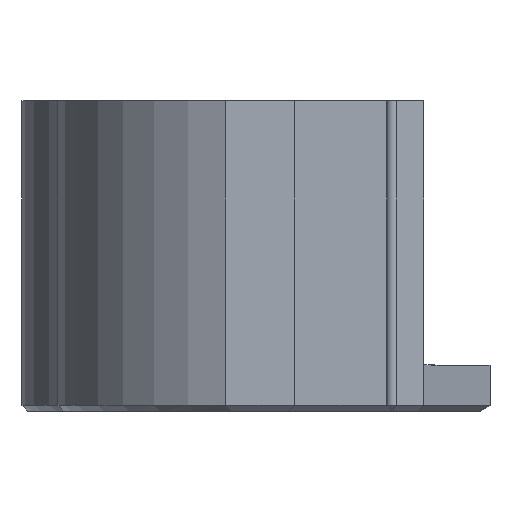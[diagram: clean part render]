
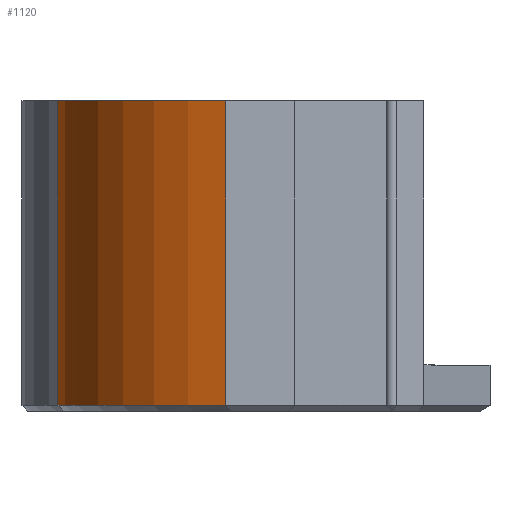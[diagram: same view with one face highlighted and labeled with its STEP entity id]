
A CAD part, left-side view. The second image highlights one B-rep face of the part: STEP entity #1120.
In plain terms, the highlighted cylindrical face has radius 4.131 mm (diameter 8.263 mm), a partial arc.
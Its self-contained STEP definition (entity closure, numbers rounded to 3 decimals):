
#28=CYLINDRICAL_SURFACE('',#1226,4.131);
#49=CIRCLE('',#1177,4.131);
#60=CIRCLE('',#1227,4.131);
#128=FACE_OUTER_BOUND('',#194,.T.);
#194=EDGE_LOOP('',(#963,#964,#965,#966));
#301=LINE('',#1846,#424);
#314=LINE('',#1876,#437);
#424=VECTOR('',#1484,10.);
#437=VECTOR('',#1519,10.);
#493=VERTEX_POINT('',#1691);
#495=VERTEX_POINT('',#1700);
#531=VERTEX_POINT('',#1845);
#537=VERTEX_POINT('',#1875);
#610=EDGE_CURVE('',#495,#493,#49,.T.);
#673=EDGE_CURVE('',#493,#531,#301,.T.);
#688=EDGE_CURVE('',#495,#537,#314,.T.);
#689=EDGE_CURVE('',#531,#537,#60,.T.);
#963=ORIENTED_EDGE('',*,*,#610,.F.);
#964=ORIENTED_EDGE('',*,*,#688,.T.);
#965=ORIENTED_EDGE('',*,*,#689,.F.);
#966=ORIENTED_EDGE('',*,*,#673,.F.);
#1120=ADVANCED_FACE('',(#128),#28,.T.);
#1177=AXIS2_PLACEMENT_3D('',#1701,#1358,#1359);
#1226=AXIS2_PLACEMENT_3D('',#1874,#1517,#1518);
#1227=AXIS2_PLACEMENT_3D('',#1877,#1520,#1521);
#1358=DIRECTION('center_axis',(0.,0.,-1.));
#1359=DIRECTION('ref_axis',(1.,0.,0.));
#1484=DIRECTION('',(0.,0.,1.));
#1517=DIRECTION('center_axis',(0.,0.,1.));
#1518=DIRECTION('ref_axis',(1.,0.,0.));
#1519=DIRECTION('',(0.,0.,1.));
#1520=DIRECTION('center_axis',(0.,0.,1.));
#1521=DIRECTION('ref_axis',(1.,0.,0.));
#1691=CARTESIAN_POINT('',(-34.4,2.5,-2.55));
#1700=CARTESIAN_POINT('',(-42.307,2.5,-2.55));
#1701=CARTESIAN_POINT('Origin',(-38.354,1.3,-2.55));
#1845=CARTESIAN_POINT('',(-34.4,2.5,2.75));
#1846=CARTESIAN_POINT('',(-34.4,2.5,-2.25));
#1874=CARTESIAN_POINT('Origin',(-38.354,1.3,-2.25));
#1875=CARTESIAN_POINT('',(-42.307,2.5,2.75));
#1876=CARTESIAN_POINT('',(-42.307,2.5,-2.25));
#1877=CARTESIAN_POINT('Origin',(-38.354,1.3,2.75));
